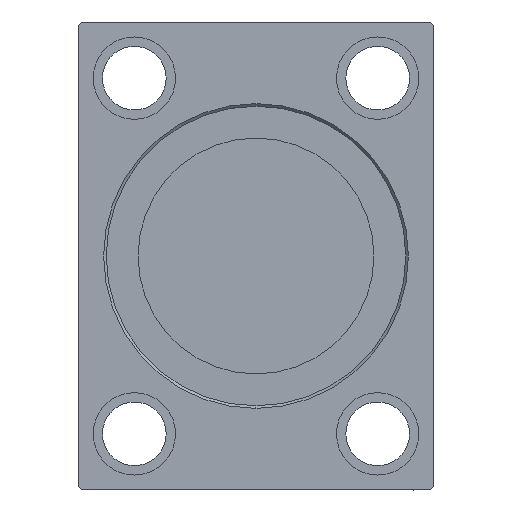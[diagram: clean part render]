
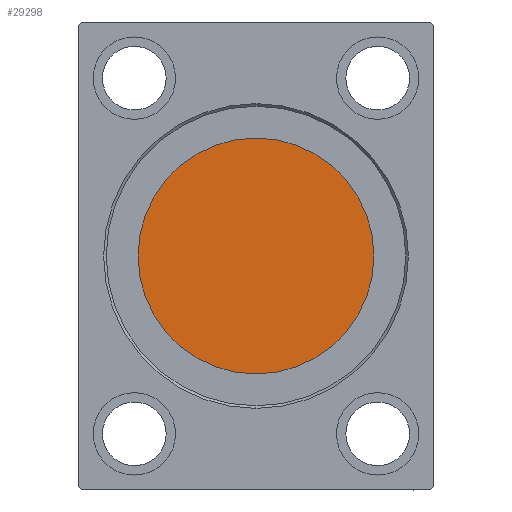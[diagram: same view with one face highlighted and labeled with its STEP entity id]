
A CAD part, left-side view. The second image highlights one B-rep face of the part: STEP entity #29298.
In plain terms, the highlighted planar face has unit normal (-1, 0, 0).
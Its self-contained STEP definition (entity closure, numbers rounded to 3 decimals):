
#441 = CARTESIAN_POINT ( 'NONE',  ( 140.2, 0., 0. ) ) ;
#859 = PLANE ( 'NONE',  #37274 ) ;
#904 = CIRCLE ( 'NONE', #10507, 31.5 ) ;
#3300 = ORIENTED_EDGE ( 'NONE', *, *, #29356, .T. ) ;
#4418 = VERTEX_POINT ( 'NONE', #22350 ) ;
#6885 = ORIENTED_EDGE ( 'NONE', *, *, #26201, .T. ) ;
#7530 = DIRECTION ( 'NONE',  ( 0., 0., 1. ) ) ;
#10507 = AXIS2_PLACEMENT_3D ( 'NONE', #441, #23417, #36511 ) ;
#13313 = EDGE_LOOP ( 'NONE', ( #6885, #3300 ) ) ;
#13775 = DIRECTION ( 'NONE',  ( 0., 0., 1. ) ) ;
#13978 = CARTESIAN_POINT ( 'NONE',  ( 140.2, 0., 0. ) ) ;
#17425 = CARTESIAN_POINT ( 'NONE',  ( 140.2, 0., 0. ) ) ;
#20324 = CARTESIAN_POINT ( 'NONE',  ( 140.2, 0., -31.5 ) ) ;
#21077 = DIRECTION ( 'NONE',  ( -1., 0., 0. ) ) ;
#22350 = CARTESIAN_POINT ( 'NONE',  ( 140.2, 0., 31.5 ) ) ;
#22866 = AXIS2_PLACEMENT_3D ( 'NONE', #17425, #21077, #7530 ) ;
#23417 = DIRECTION ( 'NONE',  ( -1., 0., 0. ) ) ;
#23625 = FACE_OUTER_BOUND ( 'NONE', #13313, .T. ) ;
#26201 = EDGE_CURVE ( 'NONE', #4418, #40976, #41378, .T. ) ;
#29298 = ADVANCED_FACE ( 'NONE', ( #23625 ), #859, .T. ) ;
#29356 = EDGE_CURVE ( 'NONE', #40976, #4418, #904, .T. ) ;
#36511 = DIRECTION ( 'NONE',  ( 0., 0., 1. ) ) ;
#36944 = DIRECTION ( 'NONE',  ( -1., 0., 0. ) ) ;
#37274 = AXIS2_PLACEMENT_3D ( 'NONE', #13978, #36944, #13775 ) ;
#40976 = VERTEX_POINT ( 'NONE', #20324 ) ;
#41378 = CIRCLE ( 'NONE', #22866, 31.5 ) ;
